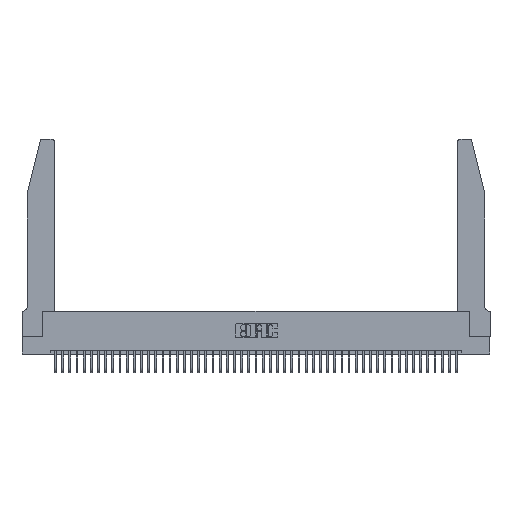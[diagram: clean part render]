
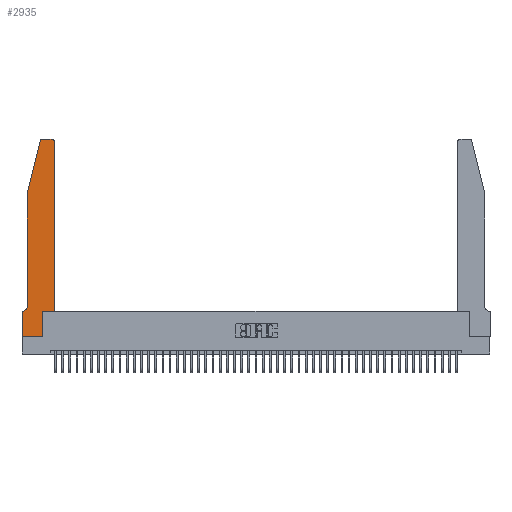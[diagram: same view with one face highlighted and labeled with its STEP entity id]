
A CAD part, top view. The second image highlights one B-rep face of the part: STEP entity #2935.
In plain terms, the highlighted planar face has unit normal (0, 0, 1).
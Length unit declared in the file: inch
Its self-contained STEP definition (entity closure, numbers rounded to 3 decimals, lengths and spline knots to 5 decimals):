
#2729 = PLANE ( 'NONE',  #17623 ) ;
#2840 = CARTESIAN_POINT ( 'NONE',  ( 0.0755, 2., 0.37 ) ) ;
#2935 = ADVANCED_FACE ( 'NONE', ( #24897 ), #2729, .T. ) ;
#3374 = CARTESIAN_POINT ( 'NONE',  ( 0.0755, 2., 0.37 ) ) ;
#3425 = DIRECTION ( 'NONE',  ( 0., 0., -1. ) ) ;
#3864 = DIRECTION ( 'NONE',  ( 0., -1., 0. ) ) ;
#4424 = EDGE_CURVE ( 'NONE', #19899, #32661, #43515, .T. ) ;
#4438 = VECTOR ( 'NONE', #43251, 39.37008 ) ;
#5618 = DIRECTION ( 'NONE',  ( 1., 0., 0. ) ) ;
#5632 = EDGE_CURVE ( 'NONE', #10909, #36121, #33880, .T. ) ;
#5688 = VERTEX_POINT ( 'NONE', #25657 ) ;
#5790 = LINE ( 'NONE', #43467, #15908 ) ;
#5918 = EDGE_CURVE ( 'NONE', #47744, #9267, #47507, .T. ) ;
#6924 = LINE ( 'NONE', #36975, #31254 ) ;
#7019 = LINE ( 'NONE', #3374, #12968 ) ;
#7761 = EDGE_CURVE ( 'NONE', #29266, #10909, #7019, .T. ) ;
#7783 = ORIENTED_EDGE ( 'NONE', *, *, #24600, .T. ) ;
#8577 = VERTEX_POINT ( 'NONE', #8776 ) ;
#8734 = DIRECTION ( 'NONE',  ( 1., 0., 0. ) ) ;
#8776 = CARTESIAN_POINT ( 'NONE',  ( 0.4205, 2.75, 0.37 ) ) ;
#9267 = VERTEX_POINT ( 'NONE', #19661 ) ;
#9392 = AXIS2_PLACEMENT_3D ( 'NONE', #26137, #3425, #22014 ) ;
#9570 = CARTESIAN_POINT ( 'NONE',  ( 0.0755, 0.35, 0.37 ) ) ;
#10491 = EDGE_CURVE ( 'NONE', #8577, #47744, #42833, .T. ) ;
#10709 = ORIENTED_EDGE ( 'NONE', *, *, #10491, .T. ) ;
#10798 = ORIENTED_EDGE ( 'NONE', *, *, #37334, .T. ) ;
#10909 = VERTEX_POINT ( 'NONE', #47197 ) ;
#12520 = DIRECTION ( 'NONE',  ( 0., 0., 1. ) ) ;
#12915 = ORIENTED_EDGE ( 'NONE', *, *, #5918, .T. ) ;
#12968 = VECTOR ( 'NONE', #3864, 39.37008 ) ;
#13230 = VECTOR ( 'NONE', #36797, 39.37008 ) ;
#13497 = ORIENTED_EDGE ( 'NONE', *, *, #7761, .T. ) ;
#13586 = VECTOR ( 'NONE', #29790, 39.37008 ) ;
#13858 = VERTEX_POINT ( 'NONE', #22262 ) ;
#14099 = DIRECTION ( 'NONE',  ( -0.239, -0.971, 0. ) ) ;
#14329 = VECTOR ( 'NONE', #36782, 39.37008 ) ;
#14478 = CARTESIAN_POINT ( 'NONE',  ( 0.4505, 0.35, 0.37 ) ) ;
#14607 = VECTOR ( 'NONE', #26810, 39.37008 ) ;
#15908 = VECTOR ( 'NONE', #5618, 39.37008 ) ;
#16541 = DIRECTION ( 'NONE',  ( 0., 0., 1. ) ) ;
#17623 = AXIS2_PLACEMENT_3D ( 'NONE', #36750, #17720, #44558 ) ;
#17720 = DIRECTION ( 'NONE',  ( 0., 0., 1. ) ) ;
#18126 = LINE ( 'NONE', #9570, #4438 ) ;
#18172 = VERTEX_POINT ( 'NONE', #21874 ) ;
#19426 = CARTESIAN_POINT ( 'NONE',  ( 0.4505, 2.72, 0.37 ) ) ;
#19549 = AXIS2_PLACEMENT_3D ( 'NONE', #20317, #12520, #31268 ) ;
#19661 = CARTESIAN_POINT ( 'NONE',  ( 0.25487, 2.72718, 0.37 ) ) ;
#19899 = VERTEX_POINT ( 'NONE', #14478 ) ;
#20317 = CARTESIAN_POINT ( 'NONE',  ( 0.284, 2.72, 0.37 ) ) ;
#20359 = EDGE_CURVE ( 'NONE', #5688, #18172, #5790, .T. ) ;
#21089 = CIRCLE ( 'NONE', #43597, 0.03 ) ;
#21622 = DIRECTION ( 'NONE',  ( 0., 1., 0. ) ) ;
#21874 = CARTESIAN_POINT ( 'NONE',  ( 0.2865, 0., 0.37 ) ) ;
#22014 = DIRECTION ( 'NONE',  ( -1., 0., 0. ) ) ;
#22262 = CARTESIAN_POINT ( 'NONE',  ( 0.2865, 0.35, 0.37 ) ) ;
#22699 = EDGE_CURVE ( 'NONE', #32661, #8577, #21089, .T. ) ;
#24600 = EDGE_CURVE ( 'NONE', #36121, #37442, #18126, .T. ) ;
#24722 = ORIENTED_EDGE ( 'NONE', *, *, #42358, .T. ) ;
#24897 = FACE_OUTER_BOUND ( 'NONE', #26310, .T. ) ;
#25657 = CARTESIAN_POINT ( 'NONE',  ( 0., 0., 0.37 ) ) ;
#25918 = CARTESIAN_POINT ( 'NONE',  ( 0.4505, 0.35, 0.37 ) ) ;
#26137 = CARTESIAN_POINT ( 'NONE',  ( 0.0055, 0.42, 0.37 ) ) ;
#26310 = EDGE_LOOP ( 'NONE', ( #10709, #12915, #10798, #13497, #44233, #7783, #44532, #29611, #24722, #36089, #45224, #32224 ) ) ;
#26810 = DIRECTION ( 'NONE',  ( 0., -1., 0. ) ) ;
#28648 = VECTOR ( 'NONE', #21622, 39.37008 ) ;
#29266 = VERTEX_POINT ( 'NONE', #2840 ) ;
#29611 = ORIENTED_EDGE ( 'NONE', *, *, #20359, .T. ) ;
#29790 = DIRECTION ( 'NONE',  ( 0., 1., 0. ) ) ;
#31254 = VECTOR ( 'NONE', #14099, 39.37008 ) ;
#31268 = DIRECTION ( 'NONE',  ( 1., 0., 0. ) ) ;
#32224 = ORIENTED_EDGE ( 'NONE', *, *, #22699, .T. ) ;
#32661 = VERTEX_POINT ( 'NONE', #19426 ) ;
#32987 = CARTESIAN_POINT ( 'NONE',  ( 0.4505, 0.35, 0.37 ) ) ;
#33751 = CARTESIAN_POINT ( 'NONE',  ( 0.0055, 0.35, 0.37 ) ) ;
#33756 = CARTESIAN_POINT ( 'NONE',  ( 0.2865, 0.35, 0.37 ) ) ;
#33880 = CIRCLE ( 'NONE', #9392, 0.07 ) ;
#34199 = LINE ( 'NONE', #34957, #14607 ) ;
#34936 = CARTESIAN_POINT ( 'NONE',  ( 0.4205, 2.72, 0.37 ) ) ;
#34957 = CARTESIAN_POINT ( 'NONE',  ( 0., 0., 0.37 ) ) ;
#35514 = EDGE_CURVE ( 'NONE', #13858, #19899, #38162, .T. ) ;
#36089 = ORIENTED_EDGE ( 'NONE', *, *, #35514, .T. ) ;
#36121 = VERTEX_POINT ( 'NONE', #33751 ) ;
#36750 = CARTESIAN_POINT ( 'NONE',  ( 0., 0.35, 0.37 ) ) ;
#36782 = DIRECTION ( 'NONE',  ( -1., 0., 0. ) ) ;
#36797 = DIRECTION ( 'NONE',  ( 1., 0., 0. ) ) ;
#36864 = CARTESIAN_POINT ( 'NONE',  ( 0.284, 2.75, 0.37 ) ) ;
#36975 = CARTESIAN_POINT ( 'NONE',  ( 0.0755, 2., 0.37 ) ) ;
#37334 = EDGE_CURVE ( 'NONE', #9267, #29266, #6924, .T. ) ;
#37442 = VERTEX_POINT ( 'NONE', #48741 ) ;
#37450 = CARTESIAN_POINT ( 'NONE',  ( 0.2605, 2.75, 0.37 ) ) ;
#37489 = EDGE_CURVE ( 'NONE', #37442, #5688, #34199, .T. ) ;
#38162 = LINE ( 'NONE', #32987, #13230 ) ;
#42358 = EDGE_CURVE ( 'NONE', #18172, #13858, #47406, .T. ) ;
#42833 = LINE ( 'NONE', #37450, #14329 ) ;
#43251 = DIRECTION ( 'NONE',  ( -1., 0., 0. ) ) ;
#43467 = CARTESIAN_POINT ( 'NONE',  ( 0., 0., 0.37 ) ) ;
#43515 = LINE ( 'NONE', #25918, #28648 ) ;
#43597 = AXIS2_PLACEMENT_3D ( 'NONE', #34936, #16541, #8734 ) ;
#44233 = ORIENTED_EDGE ( 'NONE', *, *, #5632, .T. ) ;
#44532 = ORIENTED_EDGE ( 'NONE', *, *, #37489, .T. ) ;
#44558 = DIRECTION ( 'NONE',  ( 1., 0., 0. ) ) ;
#45224 = ORIENTED_EDGE ( 'NONE', *, *, #4424, .T. ) ;
#47197 = CARTESIAN_POINT ( 'NONE',  ( 0.0755, 0.42, 0.37 ) ) ;
#47406 = LINE ( 'NONE', #33756, #13586 ) ;
#47507 = CIRCLE ( 'NONE', #19549, 0.03 ) ;
#47744 = VERTEX_POINT ( 'NONE', #36864 ) ;
#48741 = CARTESIAN_POINT ( 'NONE',  ( 0., 0.35, 0.37 ) ) ;
